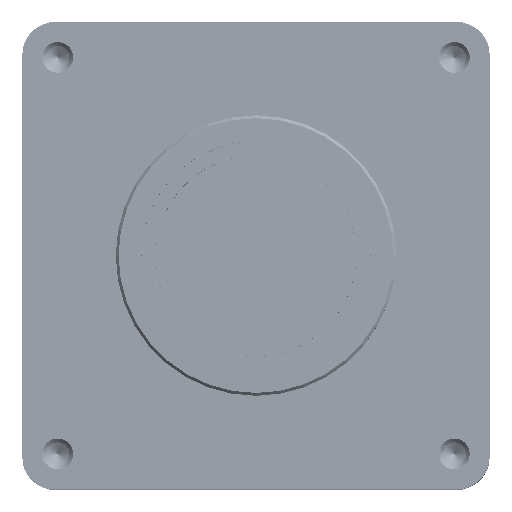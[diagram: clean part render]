
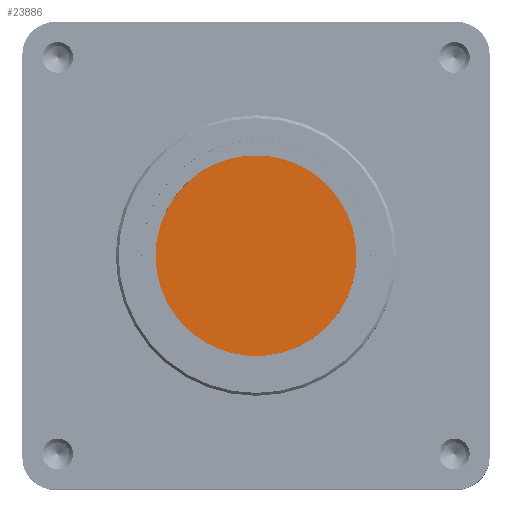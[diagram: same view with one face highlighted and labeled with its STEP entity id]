
A CAD part, top view. The second image highlights one B-rep face of the part: STEP entity #23886.
In plain terms, the highlighted face is planar.
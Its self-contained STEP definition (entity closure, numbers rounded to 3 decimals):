
#625 = AXIS2_PLACEMENT_3D ( 'NONE', #82100, #21859, #42094 ) ;
#11724 = PLANE ( 'NONE',  #625 ) ;
#16585 = CARTESIAN_POINT ( 'NONE',  ( 0., 0., -0.5 ) ) ;
#21859 = DIRECTION ( 'NONE',  ( 0., 0., 1. ) ) ;
#22544 = ORIENTED_EDGE ( 'NONE', *, *, #89423, .T. ) ;
#23886 = ADVANCED_FACE ( 'NONE', ( #101508 ), #11724, .F. ) ;
#42094 = DIRECTION ( 'NONE',  ( 1., 0., 0. ) ) ;
#42496 = CIRCLE ( 'NONE', #107514, 11.9 ) ;
#53205 = AXIS2_PLACEMENT_3D ( 'NONE', #106040, #104311, #75244 ) ;
#53315 = VERTEX_POINT ( 'NONE', #63982 ) ;
#56204 = DIRECTION ( 'NONE',  ( 1., 0., 0. ) ) ;
#63300 = ORIENTED_EDGE ( 'NONE', *, *, #125908, .T. ) ;
#63982 = CARTESIAN_POINT ( 'NONE',  ( 11.9, 0., -0.5 ) ) ;
#65460 = DIRECTION ( 'NONE',  ( 0., 0., -1. ) ) ;
#75244 = DIRECTION ( 'NONE',  ( 1., 0., 0. ) ) ;
#81207 = EDGE_LOOP ( 'NONE', ( #63300, #22544 ) ) ;
#82100 = CARTESIAN_POINT ( 'NONE',  ( 0., 0., -0.5 ) ) ;
#89423 = EDGE_CURVE ( 'NONE', #106909, #53315, #42496, .T. ) ;
#92076 = CARTESIAN_POINT ( 'NONE',  ( -11.9, 0., -0.5 ) ) ;
#101508 = FACE_OUTER_BOUND ( 'NONE', #81207, .T. ) ;
#104311 = DIRECTION ( 'NONE',  ( 0., 0., -1. ) ) ;
#106040 = CARTESIAN_POINT ( 'NONE',  ( 0., 0., -0.5 ) ) ;
#106909 = VERTEX_POINT ( 'NONE', #92076 ) ;
#107514 = AXIS2_PLACEMENT_3D ( 'NONE', #16585, #65460, #56204 ) ;
#112264 = CIRCLE ( 'NONE', #53205, 11.9 ) ;
#125908 = EDGE_CURVE ( 'NONE', #53315, #106909, #112264, .T. ) ;
